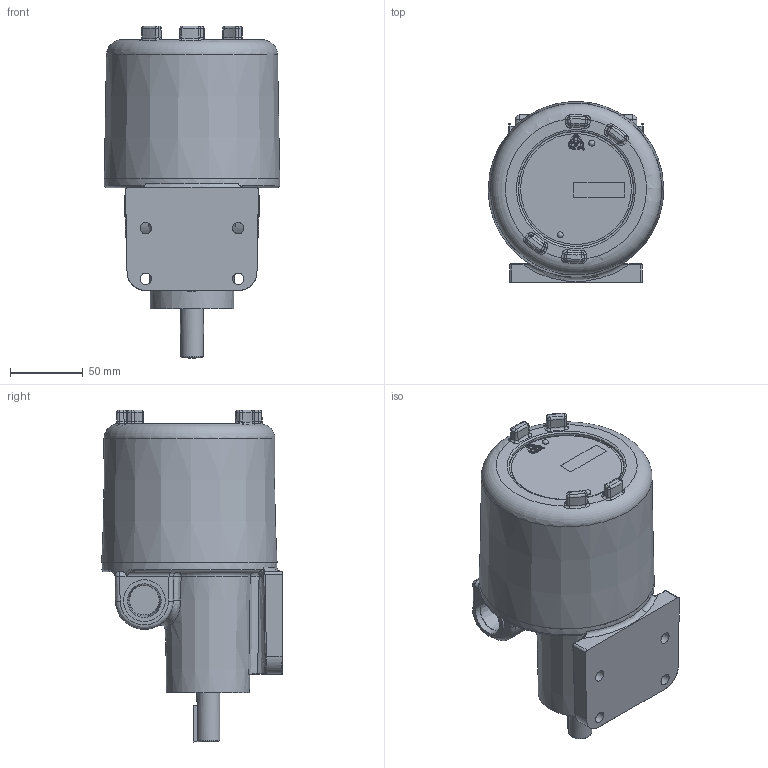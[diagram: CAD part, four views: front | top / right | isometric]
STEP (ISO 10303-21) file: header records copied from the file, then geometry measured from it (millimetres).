
FILE_DESCRIPTION(/* description */ ('Model CMS-1G-DSPO.'),/* implementation_level */ '2;1');
FILE_NAME(/* name */ 'CMS-1G-DSPO.stp',/* time_stamp */ '2015-08-28T13:03:37-04:00',/* author */ ('GL'),/* organization */ ('Conveyor Components Company'),/* preprocessor_version */ 'ST-DEVELOPER v16.1',/* originating_system */ 'Autodesk Inventor 2016',/* authorisation */ 'GL');
FILE_SCHEMA (('AUTOMOTIVE_DESIGN { 1 0 10303 214 3 1 1 }'));
Products named in the file (68): 20200009; 20053407; 20051082; 20200117; 20016103; 20206499; 20206502; 20206501; 22013064; 22011073; 20200145; 21030042; 20200148; 22011003; CMS-10-DSPO BOARD detailed; CMS-10 TERMINAL 1 X 12 - green detailed; CMS-10 TERMINAL 1 X 2 - green detailed; CMS-10 TERMINAL 1 X 3 - green detailed; CMS-10 SENSOR detailed; CMS-10 Isolator; CMS-10 RELAY BASE; CMS-10 RELAY COVER; CMS-10 RELAY detailed; CMS-10 BRIDGE RECTIFIER; CMS-10 CAP 1; CMS-10 CAP 2; CMS-10 CAP 3; CMS-10 CAP 4; CMS-10 CAP 5; CMS-10 CAP 10; CMS-10 CAP 7; CMS-10 CAP 8; CMS-10 CAP 9; CMS-10 CAP 11; CMS-10 DIODE SMALL BASE; CMS-10 DIODE SMALL GLASS; CMS-10 DIODE-SMALL; CMS-10 DIODE LARGE; CMS-10 DIODE-5D; CMS-10 TRANSISTOR-M183 ...
Assembly tree (121 placements, depth 5):
  CMS-1G-DSPO
    20200009
    20053407  x2
    20051082  x2
    20200148
      20200117
      20016103
      20206499  x2
      20206502  x2
      20206501
      22013064
      22011073
      20200145
      21030042
    22011003  x4
    CMS-10-DSPO
      20200006
        CMS-10-DSPO BOARD detailed
        CMS-10 TERMINAL 1 X 12 - green detailed
        CMS-10 TERMINAL 1 X 2 - green detailed
        CMS-10 TERMINAL 1 X 3 - green detailed
        CMS-10 SENSOR detailed
        CMS-10 Isolator
        CMS-10 RELAY detailed  x2
          CMS-10 RELAY BASE
          CMS-10 RELAY COVER
        CMS-10 BRIDGE RECTIFIER
        CMS-10 CAP 1  x2
        CMS-10 CAP 2  x2
        CMS-10 CAP 3  x2
        CMS-10 CAP 4
        CMS-10 CAP 5
        CMS-10 CAP 10  x2
        CMS-10 CAP 7  x2
        CMS-10 CAP 8  x2
        CMS-10 CAP 9
        CMS-10 CAP 11  x2
        CMS-10 DIODE-SMALL  x3
          CMS-10 DIODE SMALL BASE
          CMS-10 DIODE SMALL GLASS
        CMS-10 DIODE LARGE  x3
        CMS-10 DIODE-5D  x3
        CMS-10 TRANSISTOR-M183  x4
        CMS-10 TRANSISTOR-1KN  x3
        CMS-10 RESISTOR 331  x5
        CMS-10 POT 2  x2
        CMS-10 RESISTOR 102  x5
        CMS-10 POT detailed  x2
        CMS-10 RESISTOR 101  x2
        CMS-10 RESISTOR 103  x6
        CMS-10 RESISTOR 683  x2
        CMS-10 RESISTOR 104
        CMS-10 RESISTOR 473  x2
        CMS-10 S1 detailed  x2
        CMS-10 TRANSFORMER detailed
        CMS-10 IC 2
        CMS-10 IC-TIMER
        CMS-10 IC-LOGIC  x2
      20980005
    20203408  x4
Bounding box: 120.58 x 124.18 x 228.22 mm (x, y, z)
Volume: 800249.9 mm3; surface area: 284215 mm2
Topology: 119 solids, 119 shells, 6132 faces, 16346 edges, 11027 vertices
Faces by surface type: plane 3408, bspline 1482, cylinder 977, sphere 120, torus 79, cone 66
Full cylindrical faces by diameter (mm): 0.635 x4, 0.75 x1, 1.194 x4, 1.27 x1, 1.524 x1, 1.676 x2, 2.032 x2, 2.159 x6, 2.388 x2, 2.464 x2, 2.769 x2, 2.845 x2, 3.048 x4, 3.15 x1, 3.175 x2, 3.302 x11, 3.683 x17, 3.962 x1, 3.969 x4, 4.064 x6, 4.166 x4, 4.826 x1, 4.953 x1, 4.978 x4, 5.588 x2, 6.35 x6, 6.858 x2, 7.366 x1, 7.925 x4, 8.001 x2
Entity records: 125710 total; most frequent: CARTESIAN_POINT 37252, ORIENTED_EDGE 18322, DIRECTION 15219, EDGE_CURVE 9161, LINE 6237, VECTOR 6237, VERTEX_POINT 6071, AXIS2_PLACEMENT_3D 4491
